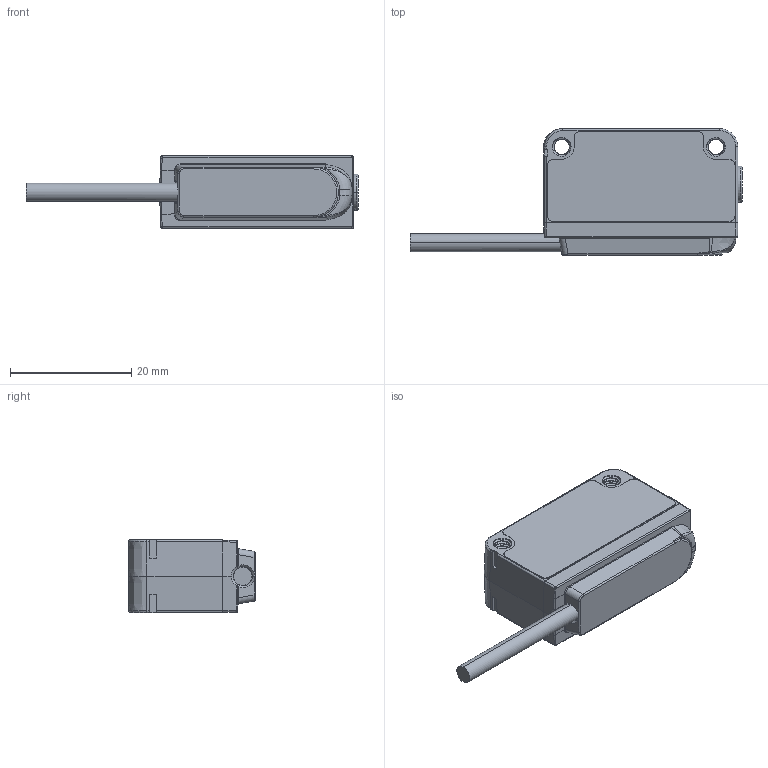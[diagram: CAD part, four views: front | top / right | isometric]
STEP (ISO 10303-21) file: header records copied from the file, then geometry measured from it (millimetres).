
FILE_DESCRIPTION((''),'2;1');
FILE_NAME('241957_SM01_ASM','2024-11-22T14:40:26',('banengservice'),('BANNER ENGINEERING'),'CREO PARAMETRIC BY PTC INC, 2022414','CREO PARAMETRIC BY PTC INC, 2022414','');
FILE_SCHEMA(('CONFIG_CONTROL_DESIGN'));
Products named in the file (2): 241957_B_EP01; 241957_SM01_ASM
Assembly tree (1 placements, depth 2):
  241957_SM01_ASM
    241957_B_EP01
Bounding box: 54.7 x 20.85 x 12.08 mm (x, y, z)
Volume: 7497.4 mm3; surface area: 3818.6 mm2
Topology: 1 solids, 2 shells, 544 faces, 1437 edges, 906 vertices
Faces by surface type: cylinder 197, plane 175, bspline 100, cone 41, torus 18, extrusion 8, revolution 3, sphere 2
Entity records: 44869 total; most frequent: CARTESIAN_POINT 32712, ORIENTED_EDGE 2870, DIRECTION 1955, EDGE_CURVE 1435, VERTEX_POINT 906, VECTOR 658, LINE 650, AXIS2_PLACEMENT_3D 647
